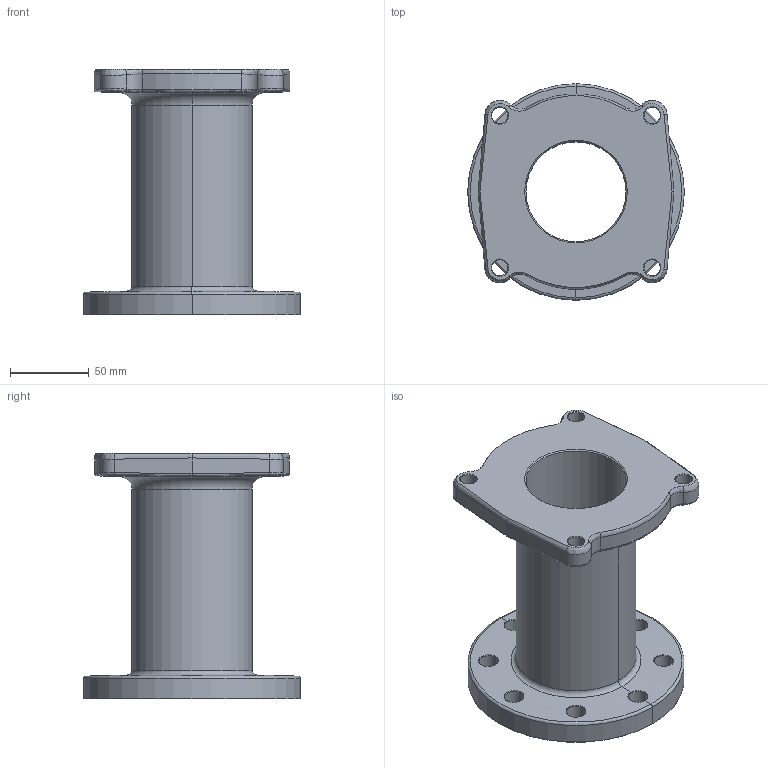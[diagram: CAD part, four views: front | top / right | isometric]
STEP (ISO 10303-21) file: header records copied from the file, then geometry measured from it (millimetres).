
FILE_DESCRIPTION((''),'2;1');
FILE_NAME('D32008_SW0001','2013-01-28T',('jhabe'),(''),'PRO/ENGINEER BY PARAMETRIC TECHNOLOGY CORPORATION, 2011310','PRO/ENGINEER BY PARAMETRIC TECHNOLOGY CORPORATION, 2011310','');
FILE_SCHEMA(('CONFIG_CONTROL_DESIGN'));
Length unit declared in the file: inch
Products named in the file (1): D32008_SW0001
Bounding box: 137.32 x 137.32 x 155.88 mm (x, y, z)
Surface area: 119004.3 mm2 (no closed solid volume)
Topology: 0 solids, 1 shells, 148 faces, 340 edges, 194 vertices
Faces by surface type: bspline 52, cylinder 44, cone 32, torus 12, plane 8
Entity records: 7776 total; most frequent: CARTESIAN_POINT 4680, ORIENTED_EDGE 680, DIRECTION 546, EDGE_CURVE 340, AXIS2_PLACEMENT_3D 218, VERTEX_POINT 194, EDGE_LOOP 174, FACE_OUTER_BOUND 148
